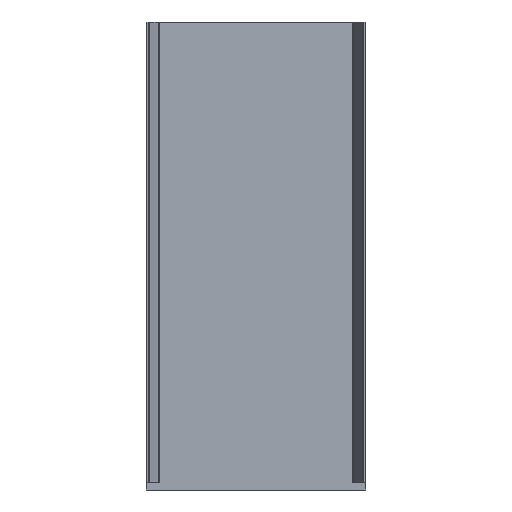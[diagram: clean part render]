
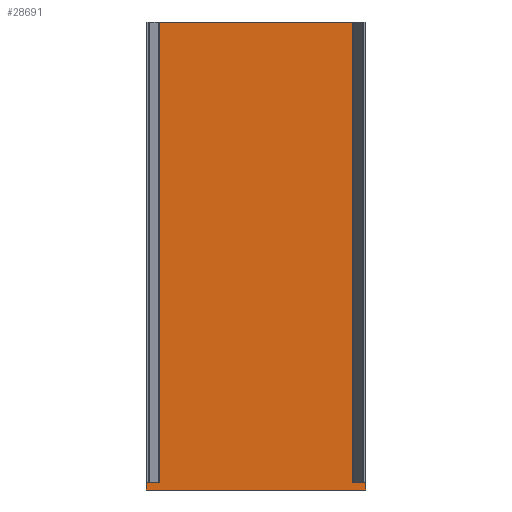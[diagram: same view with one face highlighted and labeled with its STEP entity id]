
A CAD part, left-side view. The second image highlights one B-rep face of the part: STEP entity #28691.
In plain terms, the highlighted planar face has unit normal (-1, 0, 0).
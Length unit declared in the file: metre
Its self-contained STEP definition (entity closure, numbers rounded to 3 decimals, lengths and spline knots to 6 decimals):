
#3998=ORIENTED_EDGE('',*,*,#10149,.F.);
#3999=ORIENTED_EDGE('',*,*,#10211,.T.);
#4000=ORIENTED_EDGE('',*,*,#10212,.T.);
#4001=ORIENTED_EDGE('',*,*,#10213,.T.);
#4002=ORIENTED_EDGE('',*,*,#10214,.F.);
#4003=ORIENTED_EDGE('',*,*,#10215,.F.);
#4004=ORIENTED_EDGE('',*,*,#10204,.F.);
#4005=ORIENTED_EDGE('',*,*,#10163,.F.);
#10149=EDGE_CURVE('',#13583,#13585,#16944,.T.);
#10163=EDGE_CURVE('',#13585,#13598,#16958,.T.);
#10204=EDGE_CURVE('',#13598,#13626,#16995,.T.);
#10211=EDGE_CURVE('',#13583,#13637,#17002,.T.);
#10212=EDGE_CURVE('',#13637,#13638,#17003,.T.);
#10213=EDGE_CURVE('',#13638,#13639,#17004,.T.);
#10214=EDGE_CURVE('',#13640,#13639,#17005,.T.);
#10215=EDGE_CURVE('',#13626,#13640,#17006,.T.);
#13583=VERTEX_POINT('',#41514);
#13585=VERTEX_POINT('',#41517);
#13598=VERTEX_POINT('',#41545);
#13626=VERTEX_POINT('',#41609);
#13637=VERTEX_POINT('',#41641);
#13638=VERTEX_POINT('',#41643);
#13639=VERTEX_POINT('',#41645);
#13640=VERTEX_POINT('',#41647);
#16944=LINE('',#41516,#20989);
#16958=LINE('',#41544,#21003);
#16995=LINE('',#41626,#21040);
#17002=LINE('',#41640,#21047);
#17003=LINE('',#41642,#21048);
#17004=LINE('',#41644,#21049);
#17005=LINE('',#41646,#21050);
#17006=LINE('',#41648,#21051);
#20989=VECTOR('',#34031,1.);
#21003=VECTOR('',#34047,1.);
#21040=VECTOR('',#34100,1.);
#21047=VECTOR('',#34117,1.);
#21048=VECTOR('',#34118,1.);
#21049=VECTOR('',#34119,1.);
#21050=VECTOR('',#34120,1.);
#21051=VECTOR('',#34121,1.);
#23969=EDGE_LOOP('',(#3998,#3999,#4000,#4001,#4002,#4003,#4004,#4005));
#25766=FACE_BOUND('',#23969,.T.);
#27345=PLANE('',#30070);
#28691=ADVANCED_FACE('',(#25766),#27345,.T.);
#30070=AXIS2_PLACEMENT_3D('',#41639,#34115,#34116);
#34031=DIRECTION('',(0.,1.,0.));
#34047=DIRECTION('',(0.,0.,1.));
#34100=DIRECTION('',(0.,-1.,0.));
#34115=DIRECTION('',(-1.,0.,0.));
#34116=DIRECTION('',(0.,-1.,0.));
#34117=DIRECTION('',(0.,0.,1.));
#34118=DIRECTION('',(0.,1.,0.));
#34119=DIRECTION('',(0.,0.,1.));
#34120=DIRECTION('',(0.,-1.,0.));
#34121=DIRECTION('',(0.,0.,1.));
#41514=CARTESIAN_POINT('',(-0.013813,-0.07515,-0.10655));
#41516=CARTESIAN_POINT('',(-0.013813,-0.07515,-0.10655));
#41517=CARTESIAN_POINT('',(-0.013813,-0.01285,-0.10655));
#41544=CARTESIAN_POINT('',(-0.013813,-0.01285,-0.10655));
#41545=CARTESIAN_POINT('',(-0.013813,-0.01285,-0.10455));
#41609=CARTESIAN_POINT('',(-0.013813,-0.01648,-0.10455));
#41626=CARTESIAN_POINT('',(-0.013813,-0.035575,-0.10455));
#41639=CARTESIAN_POINT('',(-0.013813,-0.02715,-0.01055));
#41640=CARTESIAN_POINT('',(-0.013813,-0.07515,-0.10655));
#41641=CARTESIAN_POINT('',(-0.013813,-0.07515,-0.10455));
#41642=CARTESIAN_POINT('',(-0.013813,-0.052425,-0.10455));
#41643=CARTESIAN_POINT('',(-0.013813,-0.07152,-0.10455));
#41644=CARTESIAN_POINT('',(-0.013813,-0.07152,0.11145));
#41645=CARTESIAN_POINT('',(-0.013813,-0.07152,0.02645));
#41646=CARTESIAN_POINT('',(-0.013813,-0.02715,0.02645));
#41647=CARTESIAN_POINT('',(-0.013813,-0.01648,0.02645));
#41648=CARTESIAN_POINT('',(-0.013813,-0.01648,0.11145));
